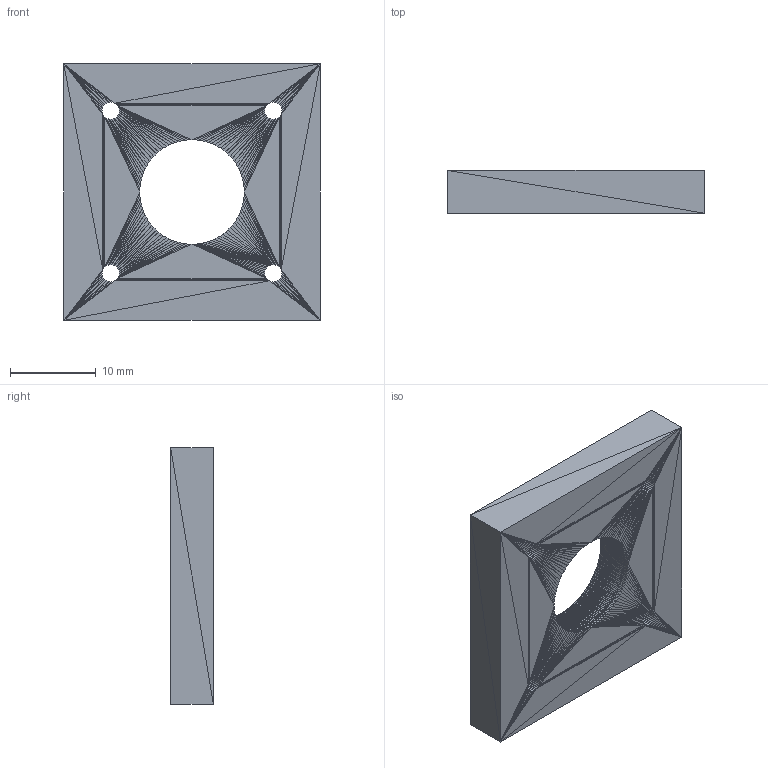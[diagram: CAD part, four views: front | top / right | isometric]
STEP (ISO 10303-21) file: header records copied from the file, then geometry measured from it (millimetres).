
FILE_DESCRIPTION(('FreeCAD Model'),'2;1');
FILE_NAME('Fibre Mount.step','2022-09-04T19:10:42',('Author'),( ''),'Open CASCADE STEP processor 7.3','FreeCAD','Unknown');
FILE_SCHEMA(('AUTOMOTIVE_DESIGN { 1 0 10303 214 1 1 1 1 }'));
Products named in the file (1): Fibre_Mount001
Bounding box: 30 x 5 x 30 mm (x, y, z)
Surface area: 2472 mm2 (no closed solid volume)
Topology: 0 solids, 1 shells, 3312 faces, 4968 edges, 1648 vertices
Faces by surface type: plane 3312
Entity records: 64597 total; most frequent: DIRECTION 11594, ORIENTED_EDGE 9936, CARTESIAN_POINT 9929, EDGE_CURVE 4968, LINE 4968, VECTOR 4968, AXIS2_PLACEMENT_3D 3313, ADVANCED_FACE 3312
